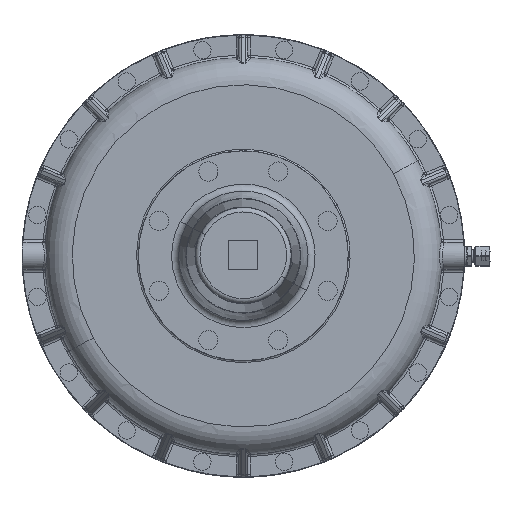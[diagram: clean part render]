
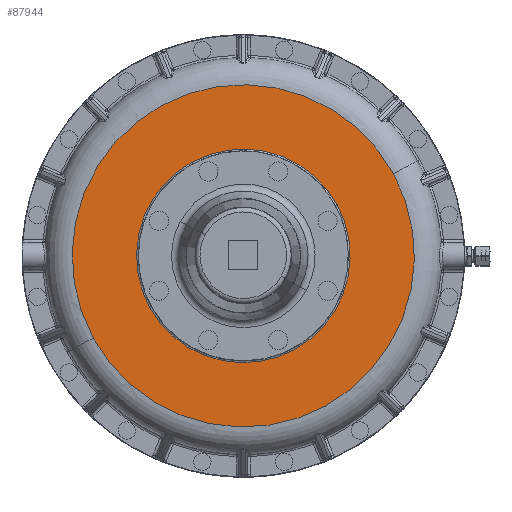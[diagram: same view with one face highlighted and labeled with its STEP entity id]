
A CAD part, top view. The second image highlights one B-rep face of the part: STEP entity #87944.
In plain terms, the highlighted planar face has unit normal (0, 0, 1).
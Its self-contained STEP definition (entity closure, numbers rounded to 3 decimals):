
#76335=AXIS2_PLACEMENT_3D('Circle Axis2P3D',#76333,#76334,$) ;
#78739=AXIS2_PLACEMENT_3D('Circle Axis2P3D',#78737,#78738,$) ;
#84908=AXIS2_PLACEMENT_3D('Circle Axis2P3D',#84906,#84907,$) ;
#84930=AXIS2_PLACEMENT_3D('Circle Axis2P3D',#84928,#84929,$) ;
#87934=AXIS2_PLACEMENT_3D('Plane Axis2P3D',#87931,#87932,#87933) ;
#76330=CARTESIAN_POINT('Vertex',(164.547,89.892,310.775)) ;
#76333=CARTESIAN_POINT('Axis2P3D Location',(0.,0.,310.775)) ;
#76337=CARTESIAN_POINT('Vertex',(-164.547,-89.892,310.775)) ;
#78737=CARTESIAN_POINT('Axis2P3D Location',(0.,0.,310.775)) ;
#84887=CARTESIAN_POINT('Vertex',(102.677,56.093,310.775)) ;
#84903=CARTESIAN_POINT('Vertex',(-102.677,-56.093,310.775)) ;
#84906=CARTESIAN_POINT('Axis2P3D Location',(0.,0.,310.775)) ;
#84928=CARTESIAN_POINT('Axis2P3D Location',(0.,0.,310.775)) ;
#87931=CARTESIAN_POINT('Axis2P3D Location',(-187.5,0.,310.775)) ;
#76334=DIRECTION('Axis2P3D Direction',(0.,0.,1.)) ;
#78738=DIRECTION('Axis2P3D Direction',(0.,0.,1.)) ;
#84907=DIRECTION('Axis2P3D Direction',(0.,0.,1.)) ;
#84929=DIRECTION('Axis2P3D Direction',(0.,0.,1.)) ;
#87932=DIRECTION('Axis2P3D Direction',(0.,0.,1.)) ;
#87933=DIRECTION('Axis2P3D XDirection',(-1.,0.,0.)) ;
#87937=ORIENTED_EDGE('',*,*,#78741,.T.) ;
#87938=ORIENTED_EDGE('',*,*,#76339,.T.) ;
#87941=ORIENTED_EDGE('',*,*,#84932,.F.) ;
#87942=ORIENTED_EDGE('',*,*,#84910,.F.) ;
#87943=FACE_BOUND('',#87940,.T.) ;
#87944=ADVANCED_FACE('Brep With Voids',(#87939,#87943),#87935,.T.) ;
#76336=CIRCLE('generated circle',#76335,187.5) ;
#78740=CIRCLE('generated circle',#78739,187.5) ;
#84909=CIRCLE('generated circle',#84908,117.) ;
#84931=CIRCLE('generated circle',#84930,117.) ;
#76339=EDGE_CURVE('',#76338,#76331,#76336,.T.) ;
#78741=EDGE_CURVE('',#76331,#76338,#78740,.T.) ;
#84910=EDGE_CURVE('',#84904,#84888,#84909,.T.) ;
#84932=EDGE_CURVE('',#84888,#84904,#84931,.T.) ;
#87936=EDGE_LOOP('',(#87937,#87938)) ;
#87940=EDGE_LOOP('',(#87941,#87942)) ;
#87939=FACE_OUTER_BOUND('',#87936,.T.) ;
#87935=PLANE('Plane',#87934) ;
#76331=VERTEX_POINT('',#76330) ;
#76338=VERTEX_POINT('',#76337) ;
#84888=VERTEX_POINT('',#84887) ;
#84904=VERTEX_POINT('',#84903) ;
